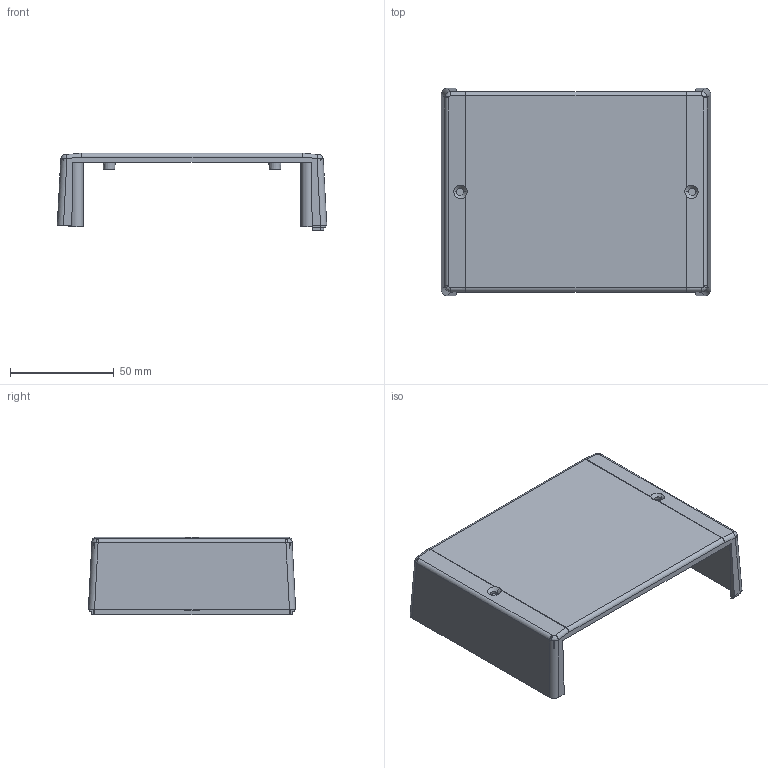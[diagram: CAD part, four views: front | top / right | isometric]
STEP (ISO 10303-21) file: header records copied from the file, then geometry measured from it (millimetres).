
FILE_DESCRIPTION((''),'2;1');
FILE_NAME('2015L-B','2008-08-14T',('oluf'),(''),'PRO/ENGINEER BY PARAMETRIC TECHNOLOGY CORPORATION, 2002310','PRO/ENGINEER BY PARAMETRIC TECHNOLOGY CORPORATION, 2002310','');
FILE_SCHEMA(('CONFIG_CONTROL_DESIGN'));
Length unit declared in the file: millimetre
Products named in the file (1): 2015L-B
Bounding box: 130 x 100 x 37.5 mm (x, y, z)
Volume: 49969.1 mm3; surface area: 44230.7 mm2
Topology: 1 solids, 1 shells, 160 faces, 396 edges, 246 vertices
Faces by surface type: plane 86, cylinder 34, cone 24, bspline 8, sphere 4, extrusion 4
Entity records: 5266 total; most frequent: CARTESIAN_POINT 1486, ORIENTED_EDGE 784, DIRECTION 748, EDGE_CURVE 392, VECTOR 260, LINE 256, VERTEX_POINT 246, AXIS2_PLACEMENT_3D 244
